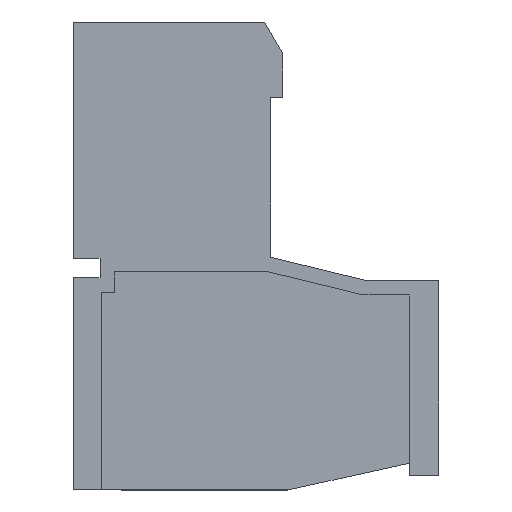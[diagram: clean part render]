
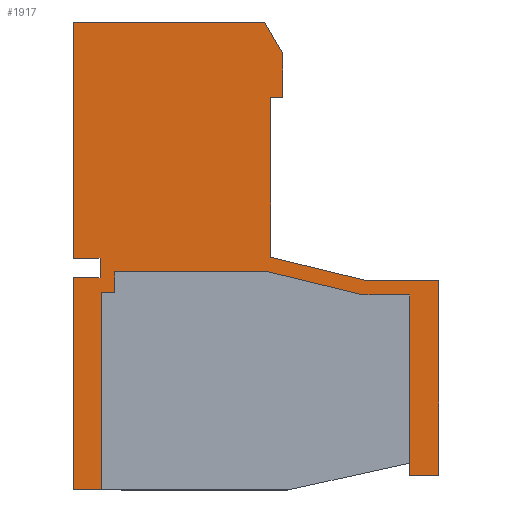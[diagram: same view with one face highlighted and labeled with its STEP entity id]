
A CAD part, left-side view. The second image highlights one B-rep face of the part: STEP entity #1917.
In plain terms, the highlighted planar face has unit normal (-1, 0, 0).
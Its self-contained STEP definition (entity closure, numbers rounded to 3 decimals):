
#1917 = ADVANCED_FACE( '', ( #3800 ), #3801, .F. );
#3800 = FACE_OUTER_BOUND( '', #5614, .T. );
#3801 = PLANE( '', #5615 );
#5614 = EDGE_LOOP( '', ( #10832, #10833, #10834, #10835, #10836, #10837, #10838, #10839, #10840, #10841, #10842, #10843, #10844, #10845, #10846, #10847, #10848, #10849, #10850, #10851, #10852, #10853 ) );
#5615 = AXIS2_PLACEMENT_3D( '', #10854, #10855, #10856 );
#10832 = ORIENTED_EDGE( '', *, *, #12883, .T. );
#10833 = ORIENTED_EDGE( '', *, *, #12481, .T. );
#10834 = ORIENTED_EDGE( '', *, *, #11847, .T. );
#10835 = ORIENTED_EDGE( '', *, *, #12729, .T. );
#10836 = ORIENTED_EDGE( '', *, *, #12068, .T. );
#10837 = ORIENTED_EDGE( '', *, *, #12910, .T. );
#10838 = ORIENTED_EDGE( '', *, *, #12426, .T. );
#10839 = ORIENTED_EDGE( '', *, *, #12052, .T. );
#10840 = ORIENTED_EDGE( '', *, *, #12792, .T. );
#10841 = ORIENTED_EDGE( '', *, *, #12396, .T. );
#10842 = ORIENTED_EDGE( '', *, *, #12683, .T. );
#10843 = ORIENTED_EDGE( '', *, *, #11131, .T. );
#10844 = ORIENTED_EDGE( '', *, *, #12057, .T. );
#10845 = ORIENTED_EDGE( '', *, *, #12832, .T. );
#10846 = ORIENTED_EDGE( '', *, *, #12872, .T. );
#10847 = ORIENTED_EDGE( '', *, *, #11317, .T. );
#10848 = ORIENTED_EDGE( '', *, *, #12435, .T. );
#10849 = ORIENTED_EDGE( '', *, *, #11920, .T. );
#10850 = ORIENTED_EDGE( '', *, *, #12188, .T. );
#10851 = ORIENTED_EDGE( '', *, *, #12790, .T. );
#10852 = ORIENTED_EDGE( '', *, *, #11434, .T. );
#10853 = ORIENTED_EDGE( '', *, *, #11766, .T. );
#10854 = CARTESIAN_POINT( '', ( -19., 0., 0. ) );
#10855 = DIRECTION( '', ( 1., 0., 0. ) );
#10856 = DIRECTION( '', ( 0., 0., -1. ) );
#11131 = EDGE_CURVE( '', #13392, #13393, #13394, .T. );
#11317 = EDGE_CURVE( '', #13728, #13729, #13730, .T. );
#11434 = EDGE_CURVE( '', #13933, #13934, #13935, .T. );
#11766 = EDGE_CURVE( '', #13934, #14469, #14470, .T. );
#11847 = EDGE_CURVE( '', #14611, #14612, #14613, .T. );
#11920 = EDGE_CURVE( '', #14713, #14714, #14715, .T. );
#12052 = EDGE_CURVE( '', #14910, #14911, #14912, .T. );
#12057 = EDGE_CURVE( '', #13393, #14916, #14918, .T. );
#12068 = EDGE_CURVE( '', #14932, #14933, #14934, .T. );
#12188 = EDGE_CURVE( '', #14714, #15103, #15104, .T. );
#12396 = EDGE_CURVE( '', #15379, #15381, #15383, .T. );
#12426 = EDGE_CURVE( '', #15421, #14910, #15422, .T. );
#12435 = EDGE_CURVE( '', #13729, #14713, #15433, .T. );
#12481 = EDGE_CURVE( '', #15488, #14611, #15489, .T. );
#12683 = EDGE_CURVE( '', #15381, #13392, #15721, .T. );
#12729 = EDGE_CURVE( '', #14612, #14932, #15775, .T. );
#12790 = EDGE_CURVE( '', #15103, #13933, #15839, .T. );
#12792 = EDGE_CURVE( '', #14911, #15379, #15841, .T. );
#12832 = EDGE_CURVE( '', #14916, #15885, #15886, .T. );
#12872 = EDGE_CURVE( '', #15885, #13728, #15926, .T. );
#12883 = EDGE_CURVE( '', #14469, #15488, #15937, .T. );
#12910 = EDGE_CURVE( '', #14933, #15421, #15964, .T. );
#13392 = VERTEX_POINT( '', #16630 );
#13393 = VERTEX_POINT( '', #16631 );
#13394 = LINE( '', #16632, #16633 );
#13728 = VERTEX_POINT( '', #17128 );
#13729 = VERTEX_POINT( '', #17129 );
#13730 = LINE( '', #17130, #17131 );
#13933 = VERTEX_POINT( '', #17434 );
#13934 = VERTEX_POINT( '', #17435 );
#13935 = LINE( '', #17436, #17437 );
#14469 = VERTEX_POINT( '', #18214 );
#14470 = LINE( '', #18215, #18216 );
#14611 = VERTEX_POINT( '', #18426 );
#14612 = VERTEX_POINT( '', #18427 );
#14613 = LINE( '', #18428, #18429 );
#14713 = VERTEX_POINT( '', #18578 );
#14714 = VERTEX_POINT( '', #18579 );
#14715 = LINE( '', #18580, #18581 );
#14910 = VERTEX_POINT( '', #18868 );
#14911 = VERTEX_POINT( '', #18869 );
#14912 = LINE( '', #18870, #18871 );
#14916 = VERTEX_POINT( '', #18877 );
#14918 = LINE( '', #18880, #18881 );
#14932 = VERTEX_POINT( '', #18902 );
#14933 = VERTEX_POINT( '', #18903 );
#14934 = LINE( '', #18904, #18905 );
#15103 = VERTEX_POINT( '', #19152 );
#15104 = LINE( '', #19153, #19154 );
#15379 = VERTEX_POINT( '', #19572 );
#15381 = VERTEX_POINT( '', #19575 );
#15383 = LINE( '', #19578, #19579 );
#15421 = VERTEX_POINT( '', #19635 );
#15422 = LINE( '', #19636, #19637 );
#15433 = LINE( '', #19652, #19653 );
#15488 = VERTEX_POINT( '', #19736 );
#15489 = LINE( '', #19737, #19738 );
#15721 = LINE( '', #20084, #20085 );
#15775 = LINE( '', #20169, #20170 );
#15839 = LINE( '', #20260, #20261 );
#15841 = LINE( '', #20263, #20264 );
#15885 = VERTEX_POINT( '', #20327 );
#15886 = LINE( '', #20328, #20329 );
#15926 = LINE( '', #20376, #20377 );
#15937 = LINE( '', #20390, #20391 );
#15964 = LINE( '', #20422, #20423 );
#16630 = CARTESIAN_POINT( '', ( -19., 3.925, 9.65 ) );
#16631 = CARTESIAN_POINT( '', ( -19., 3.925, -0.05 ) );
#16632 = CARTESIAN_POINT( '', ( -19., 3.925, 9.65 ) );
#16633 = VECTOR( '', #20706, 1000. );
#17128 = CARTESIAN_POINT( '', ( -19., 3.925, -0.85 ) );
#17129 = CARTESIAN_POINT( '', ( -19., 3.925, -9.55 ) );
#17130 = CARTESIAN_POINT( '', ( -19., 3.925, -0.85 ) );
#17131 = VECTOR( '', #20889, 1000. );
#17434 = CARTESIAN_POINT( '', ( -19., 2.225, -0.6 ) );
#17435 = CARTESIAN_POINT( '', ( -19., -4.103, -0.6 ) );
#17436 = CARTESIAN_POINT( '', ( -19., 2.225, -0.6 ) );
#17437 = VECTOR( '', #21002, 1000. );
#18214 = CARTESIAN_POINT( '', ( -19., -8.003, -1.55 ) );
#18215 = CARTESIAN_POINT( '', ( -19., -4.103, -0.6 ) );
#18216 = VECTOR( '', #21303, 1000. );
#18426 = CARTESIAN_POINT( '', ( -19., -9.875, -8.95 ) );
#18427 = CARTESIAN_POINT( '', ( -19., -11.075, -8.95 ) );
#18428 = CARTESIAN_POINT( '', ( -19., -11.075, -8.95 ) );
#18429 = VECTOR( '', #21382, 1000. );
#18578 = CARTESIAN_POINT( '', ( -19., 2.775, -9.55 ) );
#18579 = CARTESIAN_POINT( '', ( -19., 2.775, -1.45 ) );
#18580 = CARTESIAN_POINT( '', ( -19., 2.775, -9.55 ) );
#18581 = VECTOR( '', #21435, 1000. );
#18868 = CARTESIAN_POINT( '', ( -19., -4.175, 6.55 ) );
#18869 = CARTESIAN_POINT( '', ( -19., -4.675, 6.55 ) );
#18870 = CARTESIAN_POINT( '', ( -19., -4.175, 6.55 ) );
#18871 = VECTOR( '', #21546, 1000. );
#18877 = CARTESIAN_POINT( '', ( -19., 2.825, -0.05 ) );
#18880 = CARTESIAN_POINT( '', ( -19., 3.925, -0.05 ) );
#18881 = VECTOR( '', #21550, 1000. );
#18902 = CARTESIAN_POINT( '', ( -19., -11.075, -0.95 ) );
#18903 = CARTESIAN_POINT( '', ( -19., -8.075, -0.95 ) );
#18904 = CARTESIAN_POINT( '', ( -19., -11.075, -0.95 ) );
#18905 = VECTOR( '', #21558, 1000. );
#19152 = CARTESIAN_POINT( '', ( -19., 2.225, -1.45 ) );
#19153 = CARTESIAN_POINT( '', ( -19., 2.775, -1.45 ) );
#19154 = VECTOR( '', #21658, 1000. );
#19572 = CARTESIAN_POINT( '', ( -19., -4.675, 8.35 ) );
#19575 = CARTESIAN_POINT( '', ( -19., -3.925, 9.65 ) );
#19578 = CARTESIAN_POINT( '', ( -19., -4.675, 8.35 ) );
#19579 = VECTOR( '', #21828, 1000. );
#19635 = CARTESIAN_POINT( '', ( -19., -4.175, 0. ) );
#19636 = CARTESIAN_POINT( '', ( -19., -4.175, 0. ) );
#19637 = VECTOR( '', #21847, 1000. );
#19652 = CARTESIAN_POINT( '', ( -19., 3.925, -9.55 ) );
#19653 = VECTOR( '', #21858, 1000. );
#19736 = CARTESIAN_POINT( '', ( -19., -9.875, -1.55 ) );
#19737 = CARTESIAN_POINT( '', ( -19., -9.875, -8.95 ) );
#19738 = VECTOR( '', #21896, 1000. );
#20084 = CARTESIAN_POINT( '', ( -19., -3.925, 9.65 ) );
#20085 = VECTOR( '', #22040, 1000. );
#20169 = CARTESIAN_POINT( '', ( -19., -11.075, -8.95 ) );
#20170 = VECTOR( '', #22073, 1000. );
#20260 = CARTESIAN_POINT( '', ( -19., 2.225, -1.45 ) );
#20261 = VECTOR( '', #22100, 1000. );
#20263 = CARTESIAN_POINT( '', ( -19., -4.675, 6.55 ) );
#20264 = VECTOR( '', #22101, 1000. );
#20327 = CARTESIAN_POINT( '', ( -19., 2.825, -0.85 ) );
#20328 = CARTESIAN_POINT( '', ( -19., 2.825, -0.05 ) );
#20329 = VECTOR( '', #22124, 1000. );
#20376 = CARTESIAN_POINT( '', ( -19., 2.825, -0.85 ) );
#20377 = VECTOR( '', #22132, 1000. );
#20390 = CARTESIAN_POINT( '', ( -19., -8.003, -1.55 ) );
#20391 = VECTOR( '', #22135, 1000. );
#20422 = CARTESIAN_POINT( '', ( -19., -8.075, -0.95 ) );
#20423 = VECTOR( '', #22140, 1000. );
#20706 = DIRECTION( '', ( 0., 0., -1. ) );
#20889 = DIRECTION( '', ( 0., 0., -1. ) );
#21002 = DIRECTION( '', ( 0., -1., 0. ) );
#21303 = DIRECTION( '', ( 0., -0.972, -0.237 ) );
#21382 = DIRECTION( '', ( 0., -1., 0. ) );
#21435 = DIRECTION( '', ( 0., 0., 1. ) );
#21546 = DIRECTION( '', ( 0., -1., 0. ) );
#21550 = DIRECTION( '', ( 0., -1., 0. ) );
#21558 = DIRECTION( '', ( 0., 1., 0. ) );
#21658 = DIRECTION( '', ( 0., -1., 0. ) );
#21828 = DIRECTION( '', ( 0., 0.5, 0.866 ) );
#21847 = DIRECTION( '', ( 0., 0., 1. ) );
#21858 = DIRECTION( '', ( 0., -1., 0. ) );
#21896 = DIRECTION( '', ( 0., 0., -1. ) );
#22040 = DIRECTION( '', ( 0., 1., 0. ) );
#22073 = DIRECTION( '', ( 0., 0., 1. ) );
#22100 = DIRECTION( '', ( 0., 0., 1. ) );
#22101 = DIRECTION( '', ( 0., 0., 1. ) );
#22124 = DIRECTION( '', ( 0., 0., -1. ) );
#22132 = DIRECTION( '', ( 0., 1., 0. ) );
#22135 = DIRECTION( '', ( 0., -1., 0. ) );
#22140 = DIRECTION( '', ( 0., 0.972, 0.237 ) );
